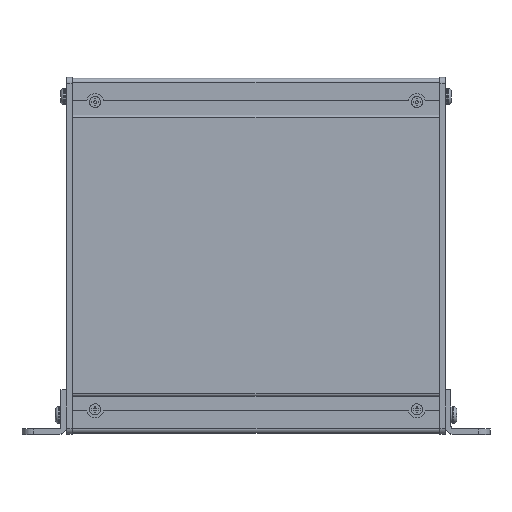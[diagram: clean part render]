
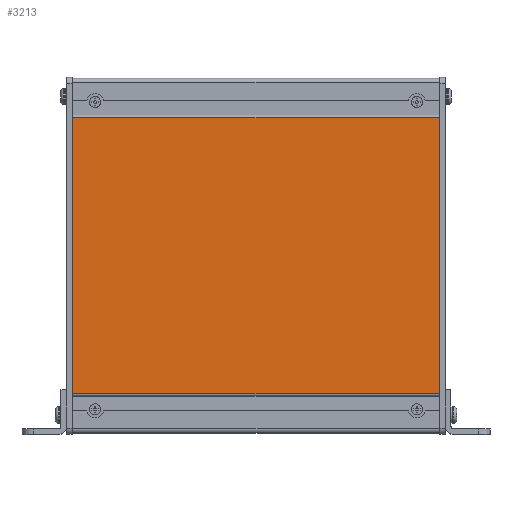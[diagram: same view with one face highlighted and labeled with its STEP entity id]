
A CAD part, top view. The second image highlights one B-rep face of the part: STEP entity #3213.
In plain terms, the highlighted planar face has unit normal (0, 0, 1).
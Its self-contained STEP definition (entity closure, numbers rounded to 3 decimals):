
#464=FACE_OUTER_BOUND('',#678,.T.);
#678=EDGE_LOOP('',(#2475,#2476,#2477,#2478));
#1091=LINE('',#4996,#1339);
#1104=LINE('',#5031,#1352);
#1109=LINE('',#5046,#1357);
#1119=LINE('',#5071,#1367);
#1339=VECTOR('',#3974,157.086);
#1352=VECTOR('',#3999,208.737);
#1357=VECTOR('',#4014,157.086);
#1367=VECTOR('',#4032,208.737);
#1601=VERTEX_POINT('',#4994);
#1602=VERTEX_POINT('',#4995);
#1618=VERTEX_POINT('',#5028);
#1623=VERTEX_POINT('',#5045);
#1923=EDGE_CURVE('',#1601,#1602,#1091,.T.);
#1941=EDGE_CURVE('',#1618,#1601,#1104,.T.);
#1948=EDGE_CURVE('',#1623,#1618,#1109,.T.);
#1961=EDGE_CURVE('',#1602,#1623,#1119,.T.);
#2475=ORIENTED_EDGE('',*,*,#1948,.T.);
#2476=ORIENTED_EDGE('',*,*,#1941,.T.);
#2477=ORIENTED_EDGE('',*,*,#1923,.T.);
#2478=ORIENTED_EDGE('',*,*,#1961,.T.);
#3087=PLANE('',#3459);
#3213=ADVANCED_FACE('',(#464),#3087,.T.);
#3459=AXIS2_PLACEMENT_3D('',#5070,#4030,#4031);
#3974=DIRECTION('',(0.,-1.,0.));
#3999=DIRECTION('',(-1.,0.,0.));
#4014=DIRECTION('',(0.,1.,0.));
#4030=DIRECTION('center_axis',(0.,0.,1.));
#4031=DIRECTION('ref_axis',(1.,0.,0.));
#4032=DIRECTION('',(1.,0.,0.));
#4994=CARTESIAN_POINT('',(-104.369,78.543,0.));
#4995=CARTESIAN_POINT('',(-104.369,-78.543,0.));
#4996=CARTESIAN_POINT('',(-104.369,92.869,0.));
#5028=CARTESIAN_POINT('',(104.369,78.543,0.));
#5031=CARTESIAN_POINT('',(-104.369,78.543,0.));
#5045=CARTESIAN_POINT('',(104.369,-78.543,0.));
#5046=CARTESIAN_POINT('',(104.369,-92.869,0.));
#5070=CARTESIAN_POINT('Origin',(-104.369,-92.869,0.));
#5071=CARTESIAN_POINT('',(-104.369,-78.543,0.));
